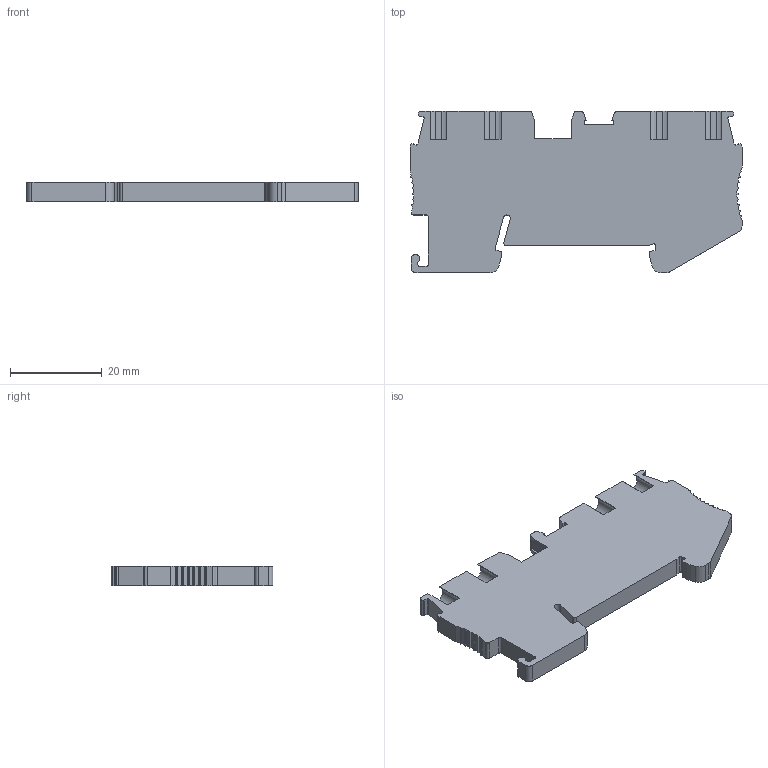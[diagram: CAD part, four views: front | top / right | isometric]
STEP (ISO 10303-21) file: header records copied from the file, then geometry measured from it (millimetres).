
FILE_DESCRIPTION((''),'2;1');
FILE_NAME('UJ5-1_5_2_2_BU_','2023-11-30T',('ASUS'),(''),'PRO/ENGINEER BY PARAMETRIC TECHNOLOGY CORPORATION, 2013230','PRO/ENGINEER BY PARAMETRIC TECHNOLOGY CORPORATION, 2013230','');
FILE_SCHEMA(('CONFIG_CONTROL_DESIGN'));
Length unit declared in the file: millimetre
Products named in the file (1): UJ5-1_5_2_2_BU_
Bounding box: 72.2 x 35.2 x 4.2 mm (x, y, z)
Volume: 7982.7 mm3; surface area: 6019.6 mm2
Topology: 1 solids, 1 shells, 215 faces, 690 edges, 481 vertices
Faces by surface type: plane 144, cylinder 71
Entity records: 9887 total; most frequent: CARTESIAN_POINT 1402, ORIENTED_EDGE 1380, DIRECTION 1317, PRESENTATION_STYLE_ASSIGNMENT 691, STYLED_ITEM 691, CURVE_STYLE 690, EDGE_CURVE 690, VECTOR 485
